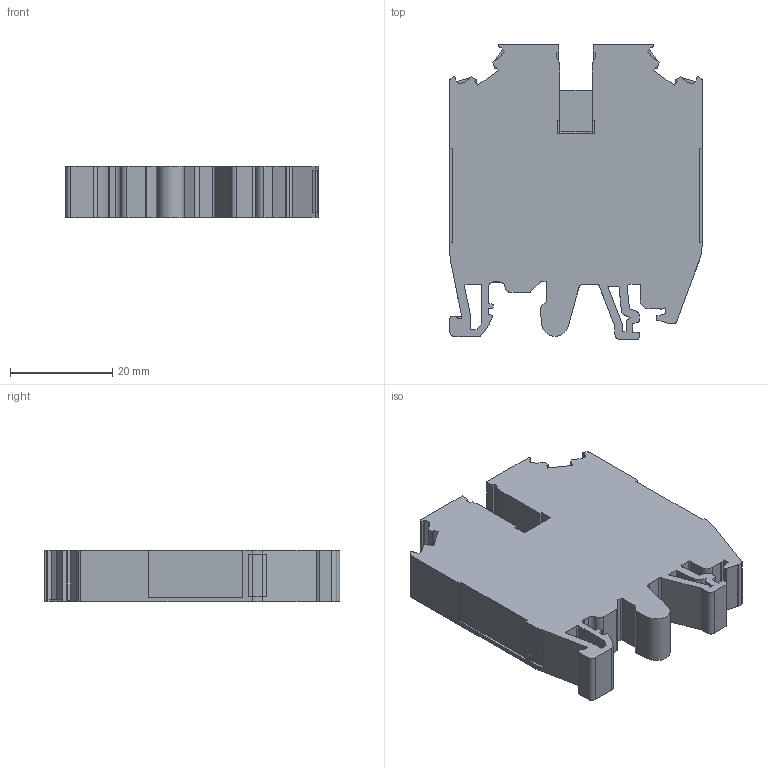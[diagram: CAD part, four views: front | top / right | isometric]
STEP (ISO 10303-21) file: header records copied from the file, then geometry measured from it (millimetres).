
FILE_DESCRIPTION (( 'STEP AP214' ), '1' );
FILE_NAME ('304520_AVK Y10_Grey.STP', '2014-01-24T10:42:32', ( 'arge' ), ( 'Microsoft' ), 'SwSTEP 2.0', 'SolidWorks 2013', '' );
FILE_SCHEMA (( 'AUTOMOTIVE_DESIGN' ));
Length unit declared in the file: millimetre
Products named in the file (1): 304520_AVK Y10_Grey
Bounding box: 49.4 x 57.77 x 10 mm (x, y, z)
Volume: 22439.3 mm3; surface area: 8350.7 mm2
Topology: 1 solids, 1 shells, 243 faces, 715 edges, 476 vertices
Faces by surface type: plane 163, cylinder 80
Entity records: 8121 total; most frequent: CARTESIAN_POINT 1435, ORIENTED_EDGE 1430, DIRECTION 1369, EDGE_CURVE 715, VECTOR 549, LINE 549, VERTEX_POINT 476, AXIS2_PLACEMENT_3D 410
